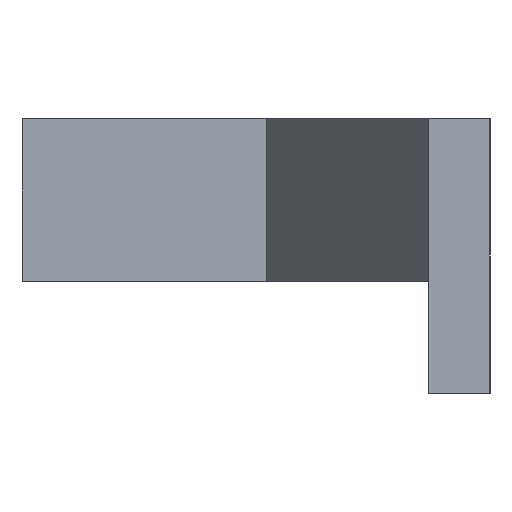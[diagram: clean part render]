
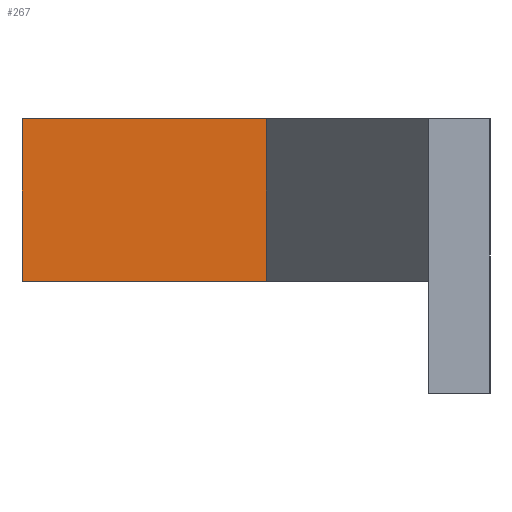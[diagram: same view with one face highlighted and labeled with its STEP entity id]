
A CAD part, left-side view. The second image highlights one B-rep face of the part: STEP entity #267.
In plain terms, the highlighted planar face has unit normal (-1, 0, 0).
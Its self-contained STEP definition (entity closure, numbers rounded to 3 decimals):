
#27=FACE_OUTER_BOUND('',#41,.T.);
#41=EDGE_LOOP('',(#189,#190,#191,#192));
#64=LINE('',#399,#96);
#65=LINE('',#402,#97);
#66=LINE('',#404,#98);
#67=LINE('',#405,#99);
#96=VECTOR('',#324,10.);
#97=VECTOR('',#327,10.);
#98=VECTOR('',#328,10.);
#99=VECTOR('',#329,10.);
#126=VERTEX_POINT('',#393);
#128=VERTEX_POINT('',#397);
#129=VERTEX_POINT('',#401);
#130=VERTEX_POINT('',#403);
#152=EDGE_CURVE('',#126,#128,#64,.T.);
#153=EDGE_CURVE('',#128,#129,#65,.T.);
#154=EDGE_CURVE('',#130,#129,#66,.T.);
#155=EDGE_CURVE('',#126,#130,#67,.T.);
#189=ORIENTED_EDGE('',*,*,#152,.T.);
#190=ORIENTED_EDGE('',*,*,#153,.T.);
#191=ORIENTED_EDGE('',*,*,#154,.F.);
#192=ORIENTED_EDGE('',*,*,#155,.F.);
#255=PLANE('',#295);
#267=ADVANCED_FACE('',(#27),#255,.T.);
#295=AXIS2_PLACEMENT_3D('',#400,#325,#326);
#324=DIRECTION('',(0.,0.,1.));
#325=DIRECTION('center_axis',(-1.,0.,0.));
#326=DIRECTION('ref_axis',(0.,0.,1.));
#327=DIRECTION('',(0.,1.,0.));
#328=DIRECTION('',(0.,0.,1.));
#329=DIRECTION('',(0.,1.,0.));
#393=CARTESIAN_POINT('',(1.,11.,55.5));
#397=CARTESIAN_POINT('',(1.,11.,63.5));
#399=CARTESIAN_POINT('',(1.,11.,59.5));
#400=CARTESIAN_POINT('Origin',(1.,3.,55.5));
#401=CARTESIAN_POINT('',(1.,23.,63.5));
#402=CARTESIAN_POINT('',(1.,3.,63.5));
#403=CARTESIAN_POINT('',(1.,23.,55.5));
#404=CARTESIAN_POINT('',(1.,23.,50.));
#405=CARTESIAN_POINT('',(1.,3.,55.5));
